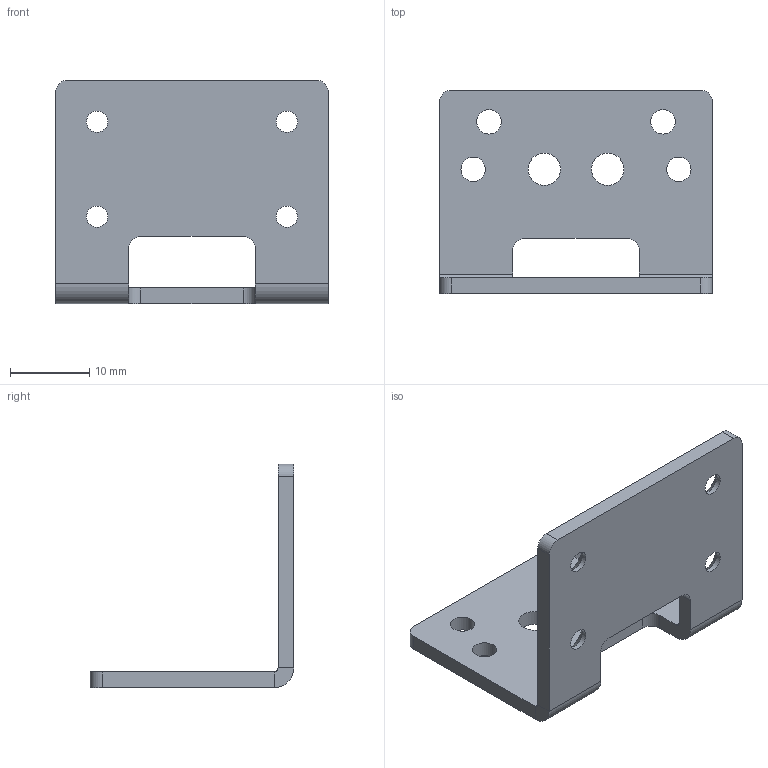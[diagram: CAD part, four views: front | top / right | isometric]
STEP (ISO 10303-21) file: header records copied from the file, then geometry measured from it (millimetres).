
FILE_DESCRIPTION(/* description */ (''),/* implementation_level */ '2;1');
FILE_NAME(/* name */ 'fr12-j101.stp',/* time_stamp */ '2021-04-28T13:19:48+09:00',/* author */ ('Y.Shibata'),/* organization */ (''),/* preprocessor_version */ 'ST-DEVELOPER v15.2',/* originating_system */ 'Autodesk Inventor 2014',/* authorisation */ '');
FILE_SCHEMA (('AUTOMOTIVE_DESIGN { 1 0 10303 214 3 1 1 }'));
Length unit declared in the file: millimetre
Products named in the file (1): fr12-j101
Bounding box: 34.5 x 25.75 x 28.25 mm (x, y, z)
Volume: 2932 mm3; surface area: 3601.7 mm2
Topology: 1 solids, 1 shells, 42 faces, 124 edges, 82 vertices
Faces by surface type: cylinder 22, plane 16, cone 4
Full cylindrical faces by diameter (mm): 2.7 x4, 3.1 x4, 4.1 x2
Entity records: 1328 total; most frequent: DIRECTION 234, CARTESIAN_POINT 215, ORIENTED_EDGE 200, EDGE_CURVE 100, AXIS2_PLACEMENT_3D 91, EDGE_LOOP 76, VERTEX_POINT 72, LINE 52
